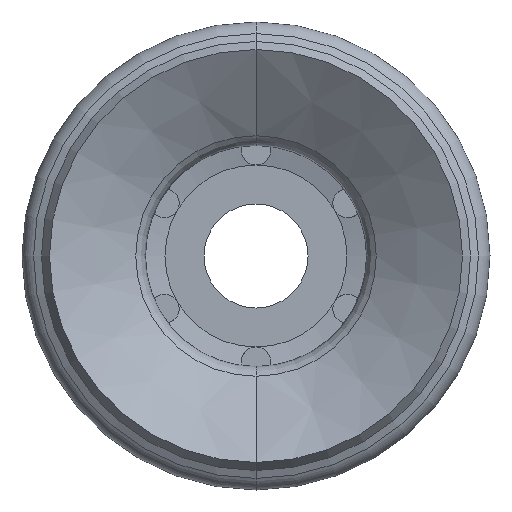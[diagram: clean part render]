
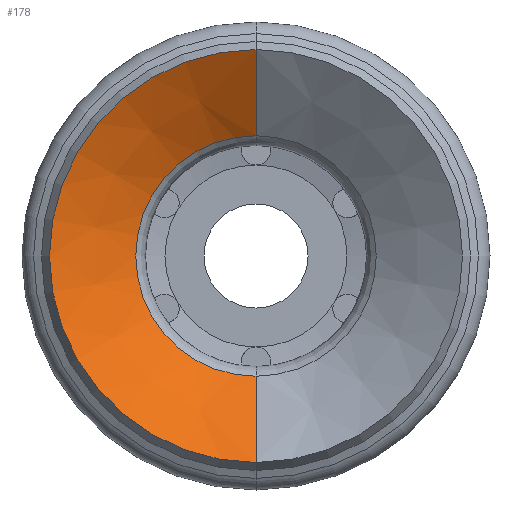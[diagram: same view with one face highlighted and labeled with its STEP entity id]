
A CAD part, front view. The second image highlights one B-rep face of the part: STEP entity #178.
In plain terms, the highlighted conical face has half-angle 56.427 degrees and reference radius 9.251 mm.
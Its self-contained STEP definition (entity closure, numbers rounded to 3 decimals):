
#178=ADVANCED_FACE('',(#434),#435,.F.);
#434=FACE_OUTER_BOUND('',#772,.T.);
#435=CONICAL_SURFACE('',#773,9.251,0.985);
#772=EDGE_LOOP('',(#4743,#4744,#4745,#4746));
#773=AXIS2_PLACEMENT_3D('',#4747,#4748,#4749);
#4743=ORIENTED_EDGE('',*,*,#5441,.T.);
#4744=ORIENTED_EDGE('',*,*,#5527,.T.);
#4745=ORIENTED_EDGE('',*,*,#5528,.F.);
#4746=ORIENTED_EDGE('',*,*,#5529,.F.);
#4747=CARTESIAN_POINT('',(0.0,-23.1,0.0));
#4748=DIRECTION('',(0.0,-1.0,-0.0));
#4749=DIRECTION('',(0.0,0.0,-1.0));
#5441=EDGE_CURVE('',#5820,#5824,#5826,.T.);
#5527=EDGE_CURVE('',#5824,#5959,#5965,.T.);
#5528=EDGE_CURVE('',#5960,#5959,#5966,.T.);
#5529=EDGE_CURVE('',#5820,#5960,#5967,.T.);
#5820=VERTEX_POINT('',#6349);
#5824=VERTEX_POINT('',#6353);
#5826=CIRCLE('',#6355,9.251);
#5959=VERTEX_POINT('',#6999);
#5960=VERTEX_POINT('',#7000);
#5965=LINE('',#7007,#7008);
#5966=CIRCLE('',#7009,15.881);
#5967=LINE('',#7010,#7011);
#6349=CARTESIAN_POINT('',(0.,-23.1,-9.251));
#6353=CARTESIAN_POINT('',(0.0,-23.1,9.251));
#6355=AXIS2_PLACEMENT_3D('',#8616,#8617,#8618);
#6999=CARTESIAN_POINT('',(0.,-27.5,15.881));
#7000=CARTESIAN_POINT('',(0.0,-27.5,-15.881));
#7007=CARTESIAN_POINT('',(0.,-23.1,9.251));
#7008=VECTOR('',#8714,1000.0);
#7009=AXIS2_PLACEMENT_3D('',#8715,#8716,#8717);
#7010=CARTESIAN_POINT('',(0.0,-23.1,-9.251));
#7011=VECTOR('',#8718,1000.0);
#8616=CARTESIAN_POINT('',(0.0,-23.1,0.0));
#8617=DIRECTION('',(0.0,1.0,0.0));
#8618=DIRECTION('',(0.0,0.0,1.0));
#8714=DIRECTION('',(0.,-0.553,0.833));
#8715=CARTESIAN_POINT('',(0.0,-27.5,0.0));
#8716=DIRECTION('',(0.0,1.0,0.0));
#8717=DIRECTION('',(0.0,0.0,1.0));
#8718=DIRECTION('',(0.0,-0.553,-0.833));
